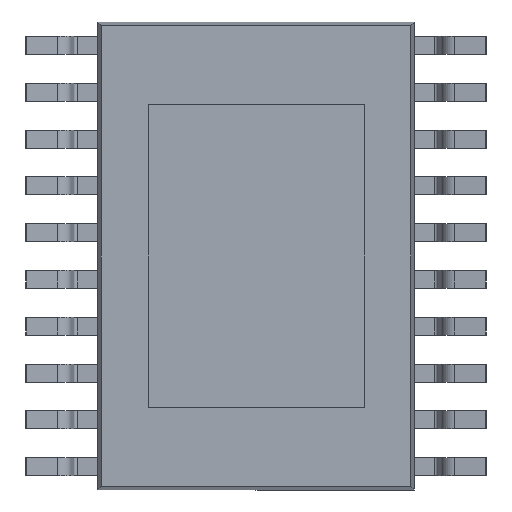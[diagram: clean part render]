
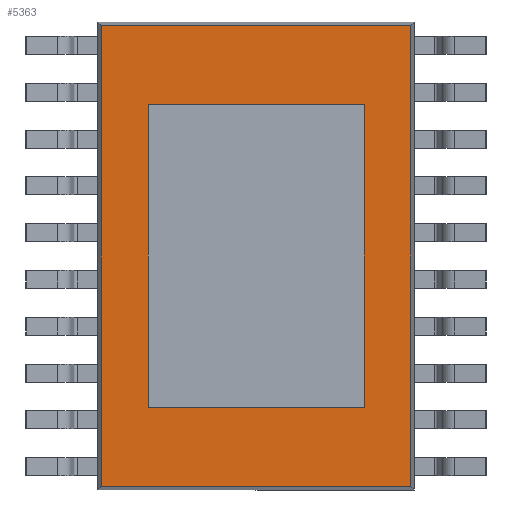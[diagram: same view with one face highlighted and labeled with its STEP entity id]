
A CAD part, front view. The second image highlights one B-rep face of the part: STEP entity #5363.
In plain terms, the highlighted planar face has unit normal (0, -1, 0).
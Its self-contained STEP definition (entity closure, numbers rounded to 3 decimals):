
#170 = CARTESIAN_POINT ( 'NONE',  ( 1.5, 0.1, -2.1 ) ) ;
#183 = CARTESIAN_POINT ( 'NONE',  ( -1.5, 0.1, -2.1 ) ) ;
#235 = LINE ( 'NONE', #6969, #5900 ) ;
#275 = AXIS2_PLACEMENT_3D ( 'NONE', #8851, #7284, #611 ) ;
#463 = VECTOR ( 'NONE', #3073, 1000. ) ;
#611 = DIRECTION ( 'NONE',  ( 0., 0., -1. ) ) ;
#699 = ORIENTED_EDGE ( 'NONE', *, *, #9461, .T. ) ;
#714 = CARTESIAN_POINT ( 'NONE',  ( 1.5, 0.1, 2.1 ) ) ;
#931 = DIRECTION ( 'NONE',  ( 0., 0., -1. ) ) ;
#984 = EDGE_LOOP ( 'NONE', ( #1316, #8934, #1378, #6656 ) ) ;
#1086 = CARTESIAN_POINT ( 'NONE',  ( 1.5, 0.1, -2.1 ) ) ;
#1163 = CARTESIAN_POINT ( 'NONE',  ( -2.147, 0.1, 3.197 ) ) ;
#1316 = ORIENTED_EDGE ( 'NONE', *, *, #1736, .F. ) ;
#1378 = ORIENTED_EDGE ( 'NONE', *, *, #3796, .F. ) ;
#1431 = EDGE_LOOP ( 'NONE', ( #3926, #2831, #699, #3343 ) ) ;
#1698 = VECTOR ( 'NONE', #5336, 1000. ) ;
#1736 = EDGE_CURVE ( 'NONE', #5970, #2136, #5457, .T. ) ;
#2136 = VERTEX_POINT ( 'NONE', #183 ) ;
#2225 = DIRECTION ( 'NONE',  ( -1., 0., 0. ) ) ;
#2388 = CARTESIAN_POINT ( 'NONE',  ( -2.147, 0.1, 3.25 ) ) ;
#2545 = VERTEX_POINT ( 'NONE', #8174 ) ;
#2616 = VECTOR ( 'NONE', #9122, 1000. ) ;
#2640 = CARTESIAN_POINT ( 'NONE',  ( 2.147, 0.1, -3.197 ) ) ;
#2831 = ORIENTED_EDGE ( 'NONE', *, *, #4386, .T. ) ;
#2847 = EDGE_CURVE ( 'NONE', #2136, #5635, #5091, .T. ) ;
#2854 = FACE_OUTER_BOUND ( 'NONE', #1431, .T. ) ;
#3073 = DIRECTION ( 'NONE',  ( 0., 0., -1. ) ) ;
#3173 = LINE ( 'NONE', #8347, #4361 ) ;
#3343 = ORIENTED_EDGE ( 'NONE', *, *, #8274, .T. ) ;
#3434 = VECTOR ( 'NONE', #5233, 1000. ) ;
#3530 = PLANE ( 'NONE',  #275 ) ;
#3721 = CARTESIAN_POINT ( 'NONE',  ( -1.5, 0.1, 2.1 ) ) ;
#3733 = DIRECTION ( 'NONE',  ( -1., 0., 0. ) ) ;
#3796 = EDGE_CURVE ( 'NONE', #5635, #2545, #3835, .T. ) ;
#3835 = LINE ( 'NONE', #170, #1698 ) ;
#3926 = ORIENTED_EDGE ( 'NONE', *, *, #6855, .T. ) ;
#3954 = LINE ( 'NONE', #6136, #2616 ) ;
#4050 = CARTESIAN_POINT ( 'NONE',  ( -1.5, 0.1, -2.1 ) ) ;
#4361 = VECTOR ( 'NONE', #8940, 1000. ) ;
#4386 = EDGE_CURVE ( 'NONE', #7924, #8637, #3954, .T. ) ;
#4814 = VECTOR ( 'NONE', #2225, 1000. ) ;
#5037 = EDGE_CURVE ( 'NONE', #2545, #5970, #8130, .T. ) ;
#5053 = CARTESIAN_POINT ( 'NONE',  ( -2.147, 0.1, -3.197 ) ) ;
#5091 = LINE ( 'NONE', #8944, #3434 ) ;
#5233 = DIRECTION ( 'NONE',  ( 1., 0., 0. ) ) ;
#5336 = DIRECTION ( 'NONE',  ( 0., 0., 1. ) ) ;
#5363 = ADVANCED_FACE ( 'NONE', ( #9483, #2854 ), #3530, .T. ) ;
#5457 = LINE ( 'NONE', #4050, #5525 ) ;
#5525 = VECTOR ( 'NONE', #931, 1000. ) ;
#5635 = VERTEX_POINT ( 'NONE', #1086 ) ;
#5900 = VECTOR ( 'NONE', #3733, 1000. ) ;
#5970 = VERTEX_POINT ( 'NONE', #3721 ) ;
#6136 = CARTESIAN_POINT ( 'NONE',  ( 2.147, 0.1, -3.25 ) ) ;
#6656 = ORIENTED_EDGE ( 'NONE', *, *, #2847, .F. ) ;
#6728 = CARTESIAN_POINT ( 'NONE',  ( 2.147, 0.1, 3.197 ) ) ;
#6855 = EDGE_CURVE ( 'NONE', #8909, #7924, #3173, .T. ) ;
#6969 = CARTESIAN_POINT ( 'NONE',  ( 2.2, 0.1, 3.197 ) ) ;
#7120 = VERTEX_POINT ( 'NONE', #1163 ) ;
#7284 = DIRECTION ( 'NONE',  ( 0., -1., 0. ) ) ;
#7924 = VERTEX_POINT ( 'NONE', #2640 ) ;
#8130 = LINE ( 'NONE', #714, #4814 ) ;
#8174 = CARTESIAN_POINT ( 'NONE',  ( 1.5, 0.1, 2.1 ) ) ;
#8274 = EDGE_CURVE ( 'NONE', #7120, #8909, #9076, .T. ) ;
#8347 = CARTESIAN_POINT ( 'NONE',  ( -2.2, 0.1, -3.197 ) ) ;
#8637 = VERTEX_POINT ( 'NONE', #6728 ) ;
#8851 = CARTESIAN_POINT ( 'NONE',  ( 0., 0.1, 0. ) ) ;
#8909 = VERTEX_POINT ( 'NONE', #5053 ) ;
#8934 = ORIENTED_EDGE ( 'NONE', *, *, #5037, .F. ) ;
#8940 = DIRECTION ( 'NONE',  ( 1., 0., 0. ) ) ;
#8944 = CARTESIAN_POINT ( 'NONE',  ( 1.5, 0.1, -2.1 ) ) ;
#9076 = LINE ( 'NONE', #2388, #463 ) ;
#9122 = DIRECTION ( 'NONE',  ( 0., 0., 1. ) ) ;
#9461 = EDGE_CURVE ( 'NONE', #8637, #7120, #235, .T. ) ;
#9483 = FACE_BOUND ( 'NONE', #984, .T. ) ;
